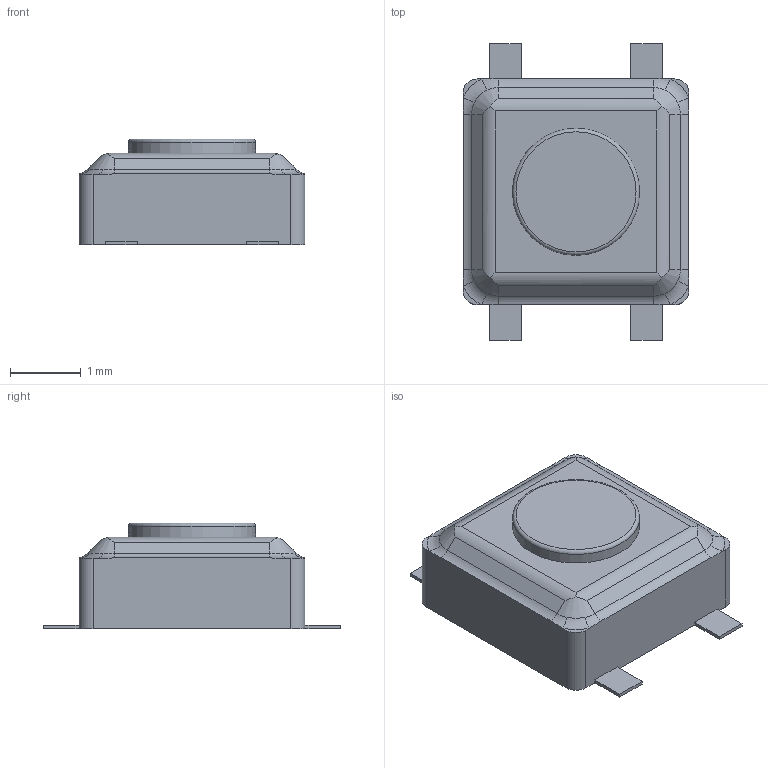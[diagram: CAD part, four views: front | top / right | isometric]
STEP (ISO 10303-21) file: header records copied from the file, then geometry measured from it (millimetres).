
FILE_DESCRIPTION(/* description */ (''),/* implementation_level */ '2;1');
FILE_NAME(/* name */ '3.4x3.4x1.6mm tactile pushbutton v3.step',/* time_stamp */ '2018-09-27T13:57:10+01:00',/* author */ ('eric.n.tech'),/* organization */ (''),/* preprocessor_version */ 'ST-DEVELOPER v17.2',/* originating_system */ 'Autodesk Translation Framework v7.6.0.251',/* authorisation */ '');
FILE_SCHEMA (('AUTOMOTIVE_DESIGN { 1 0 10303 214 3 1 1 }'));
Length unit declared in the file: millimetre
Products named in the file (1): 3.4x3.4x1.6mm tactile pushbutton
Bounding box: 3.2 x 4.2 x 1.5 mm (x, y, z)
Volume: 13.1 mm3; surface area: 37.2 mm2
Topology: 5 solids, 5 shells, 69 faces, 159 edges, 101 vertices
Faces by surface type: plane 39, torus 13, cylinder 13, cone 4
Full cylindrical faces by diameter (mm): 1.8 x1
Entity records: 2080 total; most frequent: CARTESIAN_POINT 410, DIRECTION 333, ORIENTED_EDGE 318, EDGE_CURVE 159, AXIS2_PLACEMENT_3D 120, VERTEX_POINT 101, LINE 93, VECTOR 93
